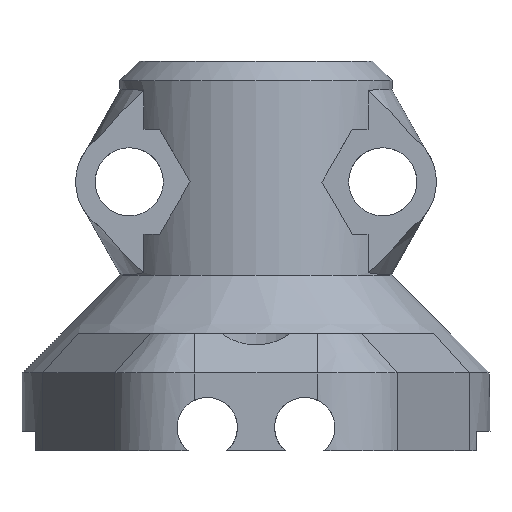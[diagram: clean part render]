
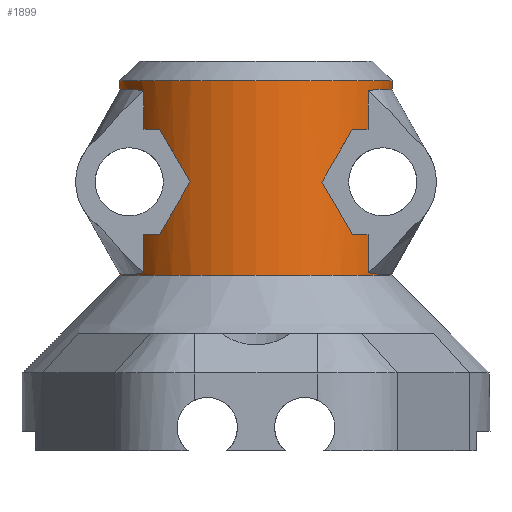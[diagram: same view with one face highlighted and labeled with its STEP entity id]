
A CAD part, front view. The second image highlights one B-rep face of the part: STEP entity #1899.
In plain terms, the highlighted cylindrical face has radius 7 mm (diameter 14 mm), a partial arc.
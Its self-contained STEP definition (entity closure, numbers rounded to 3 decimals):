
#49=ELLIPSE('',#2050,14.,7.);
#50=ELLIPSE('',#2051,14.,7.);
#51=ELLIPSE('',#2054,7.,7.);
#52=ELLIPSE('',#2055,13.904,7.);
#53=ELLIPSE('',#2056,14.098,7.);
#54=ELLIPSE('',#2057,7.,7.);
#71=B_SPLINE_CURVE_WITH_KNOTS('',3,(#2950,#2951,#2952,#2953,#2954,#2955),
 .UNSPECIFIED.,.F.,.F.,(4,2,4),(-0.395,-0.377,-0.052),
 .UNSPECIFIED.);
#72=B_SPLINE_CURVE_WITH_KNOTS('',3,(#2969,#2970,#2971,#2972,#2973,#2974),
 .UNSPECIFIED.,.F.,.F.,(4,2,4),(-1.623,-1.528,-1.28),
 .UNSPECIFIED.);
#73=B_SPLINE_CURVE_WITH_KNOTS('',3,(#2982,#2983,#2984,#2985,#2986,#2987,
#2988,#2989,#2990,#2991),.UNSPECIFIED.,.F.,.F.,(4,2,2,2,4),(-0.395,
-0.375,-0.293,-0.147,-0.052),
 .UNSPECIFIED.);
#74=B_SPLINE_CURVE_WITH_KNOTS('',3,(#3005,#3006,#3007,#3008,#3009),
 .UNSPECIFIED.,.F.,.F.,(4,1,4),(-1.623,-1.483,-1.28),
 .UNSPECIFIED.);
#198=FACE_OUTER_BOUND('',#300,.T.);
#300=EDGE_LOOP('',(#1335,#1336,#1337,#1338,#1339,#1340,#1341,#1342,#1343,
#1344,#1345,#1346,#1347,#1348,#1349,#1350,#1351,#1352,#1353,#1354,#1355,
#1356));
#420=LINE('',#2948,#560);
#421=LINE('',#2957,#561);
#422=LINE('',#2967,#562);
#423=LINE('',#2976,#563);
#424=LINE('',#2980,#564);
#425=LINE('',#2993,#565);
#426=LINE('',#3003,#566);
#427=LINE('',#3010,#567);
#560=VECTOR('',#2326,10.);
#561=VECTOR('',#2327,10.);
#562=VECTOR('',#2336,10.);
#563=VECTOR('',#2337,10.);
#564=VECTOR('',#2340,10.);
#565=VECTOR('',#2341,10.);
#566=VECTOR('',#2350,10.);
#567=VECTOR('',#2351,10.);
#701=CIRCLE('',#2047,7.);
#702=CIRCLE('',#2049,7.);
#703=CIRCLE('',#2052,7.);
#704=CIRCLE('',#2053,7.);
#818=VERTEX_POINT('',#2934);
#821=VERTEX_POINT('',#2941);
#822=VERTEX_POINT('',#2947);
#823=VERTEX_POINT('',#2949);
#824=VERTEX_POINT('',#2956);
#825=VERTEX_POINT('',#2958);
#826=VERTEX_POINT('',#2960);
#827=VERTEX_POINT('',#2962);
#828=VERTEX_POINT('',#2964);
#829=VERTEX_POINT('',#2966);
#830=VERTEX_POINT('',#2968);
#831=VERTEX_POINT('',#2975);
#832=VERTEX_POINT('',#2977);
#833=VERTEX_POINT('',#2979);
#834=VERTEX_POINT('',#2981);
#835=VERTEX_POINT('',#2992);
#836=VERTEX_POINT('',#2994);
#837=VERTEX_POINT('',#2996);
#838=VERTEX_POINT('',#2998);
#839=VERTEX_POINT('',#3000);
#840=VERTEX_POINT('',#3002);
#841=VERTEX_POINT('',#3004);
#1024=EDGE_CURVE('',#821,#818,#701,.T.);
#1025=EDGE_CURVE('',#821,#822,#420,.T.);
#1026=EDGE_CURVE('',#823,#822,#71,.T.);
#1027=EDGE_CURVE('',#823,#824,#421,.T.);
#1028=EDGE_CURVE('',#824,#825,#702,.T.);
#1029=EDGE_CURVE('',#825,#826,#49,.T.);
#1030=EDGE_CURVE('',#826,#827,#50,.T.);
#1031=EDGE_CURVE('',#827,#828,#703,.T.);
#1032=EDGE_CURVE('',#828,#829,#422,.T.);
#1033=EDGE_CURVE('',#830,#829,#72,.T.);
#1034=EDGE_CURVE('',#830,#831,#423,.T.);
#1035=EDGE_CURVE('',#832,#831,#704,.T.);
#1036=EDGE_CURVE('',#832,#833,#424,.T.);
#1037=EDGE_CURVE('',#834,#833,#73,.T.);
#1038=EDGE_CURVE('',#834,#835,#425,.T.);
#1039=EDGE_CURVE('',#835,#836,#51,.T.);
#1040=EDGE_CURVE('',#836,#837,#52,.T.);
#1041=EDGE_CURVE('',#837,#838,#53,.T.);
#1042=EDGE_CURVE('',#838,#839,#54,.T.);
#1043=EDGE_CURVE('',#839,#840,#426,.T.);
#1044=EDGE_CURVE('',#841,#840,#74,.T.);
#1045=EDGE_CURVE('',#841,#818,#427,.T.);
#1335=ORIENTED_EDGE('',*,*,#1024,.F.);
#1336=ORIENTED_EDGE('',*,*,#1025,.T.);
#1337=ORIENTED_EDGE('',*,*,#1026,.F.);
#1338=ORIENTED_EDGE('',*,*,#1027,.T.);
#1339=ORIENTED_EDGE('',*,*,#1028,.T.);
#1340=ORIENTED_EDGE('',*,*,#1029,.T.);
#1341=ORIENTED_EDGE('',*,*,#1030,.T.);
#1342=ORIENTED_EDGE('',*,*,#1031,.T.);
#1343=ORIENTED_EDGE('',*,*,#1032,.T.);
#1344=ORIENTED_EDGE('',*,*,#1033,.F.);
#1345=ORIENTED_EDGE('',*,*,#1034,.T.);
#1346=ORIENTED_EDGE('',*,*,#1035,.F.);
#1347=ORIENTED_EDGE('',*,*,#1036,.T.);
#1348=ORIENTED_EDGE('',*,*,#1037,.F.);
#1349=ORIENTED_EDGE('',*,*,#1038,.T.);
#1350=ORIENTED_EDGE('',*,*,#1039,.T.);
#1351=ORIENTED_EDGE('',*,*,#1040,.T.);
#1352=ORIENTED_EDGE('',*,*,#1041,.T.);
#1353=ORIENTED_EDGE('',*,*,#1042,.T.);
#1354=ORIENTED_EDGE('',*,*,#1043,.T.);
#1355=ORIENTED_EDGE('',*,*,#1044,.F.);
#1356=ORIENTED_EDGE('',*,*,#1045,.T.);
#1867=CYLINDRICAL_SURFACE('',#2048,7.);
#1899=ADVANCED_FACE('',(#198),#1867,.T.);
#2047=AXIS2_PLACEMENT_3D('',#2945,#2322,#2323);
#2048=AXIS2_PLACEMENT_3D('',#2946,#2324,#2325);
#2049=AXIS2_PLACEMENT_3D('',#2959,#2328,#2329);
#2050=AXIS2_PLACEMENT_3D('',#2961,#2330,#2331);
#2051=AXIS2_PLACEMENT_3D('',#2963,#2332,#2333);
#2052=AXIS2_PLACEMENT_3D('',#2965,#2334,#2335);
#2053=AXIS2_PLACEMENT_3D('',#2978,#2338,#2339);
#2054=AXIS2_PLACEMENT_3D('',#2995,#2342,#2343);
#2055=AXIS2_PLACEMENT_3D('',#2997,#2344,#2345);
#2056=AXIS2_PLACEMENT_3D('',#2999,#2346,#2347);
#2057=AXIS2_PLACEMENT_3D('',#3001,#2348,#2349);
#2322=DIRECTION('center_axis',(0.,0.,1.));
#2323=DIRECTION('ref_axis',(1.,0.,0.));
#2324=DIRECTION('center_axis',(0.,0.,1.));
#2325=DIRECTION('ref_axis',(1.,0.,0.));
#2326=DIRECTION('',(0.,0.,-1.));
#2327=DIRECTION('',(0.,0.,-1.));
#2328=DIRECTION('center_axis',(0.,0.,1.));
#2329=DIRECTION('ref_axis',(1.,0.,0.));
#2330=DIRECTION('center_axis',(0.866,0.,0.5));
#2331=DIRECTION('ref_axis',(0.5,0.,-0.866));
#2332=DIRECTION('center_axis',(0.866,0.,-0.5));
#2333=DIRECTION('ref_axis',(0.5,0.,0.866));
#2334=DIRECTION('center_axis',(0.,0.,-1.));
#2335=DIRECTION('ref_axis',(1.,0.,0.));
#2336=DIRECTION('',(0.,0.,-1.));
#2337=DIRECTION('',(0.,0.,-1.));
#2338=DIRECTION('center_axis',(0.,0.,-1.));
#2339=DIRECTION('ref_axis',(1.,0.,0.));
#2340=DIRECTION('',(0.,0.,1.));
#2341=DIRECTION('',(0.,0.,1.));
#2342=DIRECTION('center_axis',(0.004,0.,-1.));
#2343=DIRECTION('ref_axis',(1.,0.,0.004));
#2344=DIRECTION('center_axis',(-0.864,0.,-0.503));
#2345=DIRECTION('ref_axis',(0.503,0.,-0.864));
#2346=DIRECTION('center_axis',(-0.868,0.,0.497));
#2347=DIRECTION('ref_axis',(0.497,0.,0.868));
#2348=DIRECTION('center_axis',(-0.004,0.,1.));
#2349=DIRECTION('ref_axis',(1.,0.,0.004));
#2350=DIRECTION('',(0.,0.,1.));
#2351=DIRECTION('',(0.,0.,1.));
#2934=CARTESIAN_POINT('',(-101.015,60.5,135.7));
#2941=CARTESIAN_POINT('',(-114.979,60.5,135.7));
#2945=CARTESIAN_POINT('Origin',(-107.997,61.,135.7));
#2946=CARTESIAN_POINT('Origin',(-107.997,61.,116.7));
#2947=CARTESIAN_POINT('',(-114.979,60.5,135.211));
#2948=CARTESIAN_POINT('',(-114.979,60.5,116.7));
#2949=CARTESIAN_POINT('',(-113.742,57.,135.168));
#2950=CARTESIAN_POINT('Ctrl Pts',(-113.742,57.,135.168));
#2951=CARTESIAN_POINT('Ctrl Pts',(-113.785,57.063,135.178));
#2952=CARTESIAN_POINT('Ctrl Pts',(-113.828,57.126,135.186));
#2953=CARTESIAN_POINT('Ctrl Pts',(-114.598,58.317,135.322));
#2954=CARTESIAN_POINT('Ctrl Pts',(-114.904,59.459,135.22));
#2955=CARTESIAN_POINT('Ctrl Pts',(-114.979,60.5,135.211));
#2956=CARTESIAN_POINT('',(-113.742,57.,133.204));
#2957=CARTESIAN_POINT('',(-113.742,57.,116.7));
#2958=CARTESIAN_POINT('',(-112.938,56.042,133.204));
#2959=CARTESIAN_POINT('Origin',(-107.997,61.,133.204));
#2960=CARTESIAN_POINT('',(-111.379,54.871,130.504));
#2961=CARTESIAN_POINT('Origin',(-107.997,61.,124.645));
#2962=CARTESIAN_POINT('',(-112.938,56.042,127.804));
#2963=CARTESIAN_POINT('Origin',(-107.997,61.,136.362));
#2964=CARTESIAN_POINT('',(-113.742,57.,127.804));
#2965=CARTESIAN_POINT('Origin',(-107.997,61.,127.804));
#2966=CARTESIAN_POINT('',(-113.742,57.,125.839));
#2967=CARTESIAN_POINT('',(-113.742,57.,116.7));
#2968=CARTESIAN_POINT('',(-114.979,60.5,125.796));
#2969=CARTESIAN_POINT('Ctrl Pts',(-114.979,60.5,125.796));
#2970=CARTESIAN_POINT('Ctrl Pts',(-114.958,60.196,125.792));
#2971=CARTESIAN_POINT('Ctrl Pts',(-114.916,59.887,125.783));
#2972=CARTESIAN_POINT('Ctrl Pts',(-114.677,58.742,125.755));
#2973=CARTESIAN_POINT('Ctrl Pts',(-114.34,57.859,125.709));
#2974=CARTESIAN_POINT('Ctrl Pts',(-113.742,57.,125.839));
#2975=CARTESIAN_POINT('',(-114.979,60.5,125.7));
#2976=CARTESIAN_POINT('',(-114.979,60.5,116.7));
#2977=CARTESIAN_POINT('',(-101.015,60.5,125.7));
#2978=CARTESIAN_POINT('Origin',(-107.997,61.,125.7));
#2979=CARTESIAN_POINT('',(-101.015,60.5,125.796));
#2980=CARTESIAN_POINT('',(-101.015,60.5,116.7));
#2981=CARTESIAN_POINT('',(-102.253,57.,125.839));
#2982=CARTESIAN_POINT('Ctrl Pts',(-102.253,57.,125.839));
#2983=CARTESIAN_POINT('Ctrl Pts',(-102.204,57.07,125.829));
#2984=CARTESIAN_POINT('Ctrl Pts',(-102.157,57.14,125.819));
#2985=CARTESIAN_POINT('Ctrl Pts',(-101.93,57.493,125.778));
#2986=CARTESIAN_POINT('Ctrl Pts',(-101.775,57.779,125.763));
#2987=CARTESIAN_POINT('Ctrl Pts',(-101.407,58.575,125.746));
#2988=CARTESIAN_POINT('Ctrl Pts',(-101.247,59.082,125.763));
#2989=CARTESIAN_POINT('Ctrl Pts',(-101.079,59.887,125.784));
#2990=CARTESIAN_POINT('Ctrl Pts',(-101.037,60.196,125.792));
#2991=CARTESIAN_POINT('Ctrl Pts',(-101.015,60.5,125.796));
#2992=CARTESIAN_POINT('',(-102.253,57.,127.801));
#2993=CARTESIAN_POINT('',(-102.253,57.,116.7));
#2994=CARTESIAN_POINT('',(-103.045,56.052,127.797));
#2995=CARTESIAN_POINT('Origin',(-107.997,61.,127.778));
#2996=CARTESIAN_POINT('',(-104.615,54.871,130.491));
#2997=CARTESIAN_POINT('Origin',(-107.997,61.,136.296));
#2998=CARTESIAN_POINT('',(-103.067,56.031,133.197));
#2999=CARTESIAN_POINT('Origin',(-107.997,61.,124.578));
#3000=CARTESIAN_POINT('',(-102.253,57.,133.201));
#3001=CARTESIAN_POINT('Origin',(-107.997,61.,133.178));
#3002=CARTESIAN_POINT('',(-102.253,57.,135.168));
#3003=CARTESIAN_POINT('',(-102.253,57.,116.7));
#3004=CARTESIAN_POINT('',(-101.015,60.5,135.211));
#3005=CARTESIAN_POINT('Ctrl Pts',(-101.015,60.5,135.211));
#3006=CARTESIAN_POINT('Ctrl Pts',(-101.047,60.051,135.217));
#3007=CARTESIAN_POINT('Ctrl Pts',(-101.233,58.918,135.252));
#3008=CARTESIAN_POINT('Ctrl Pts',(-101.763,57.703,135.275));
#3009=CARTESIAN_POINT('Ctrl Pts',(-102.253,57.,135.168));
#3010=CARTESIAN_POINT('',(-101.015,60.5,116.7));
